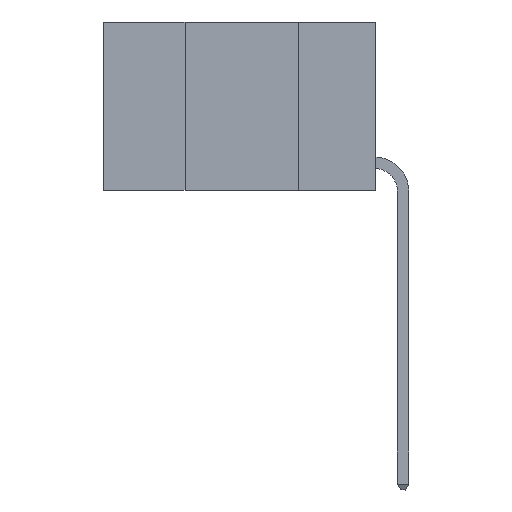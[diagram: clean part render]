
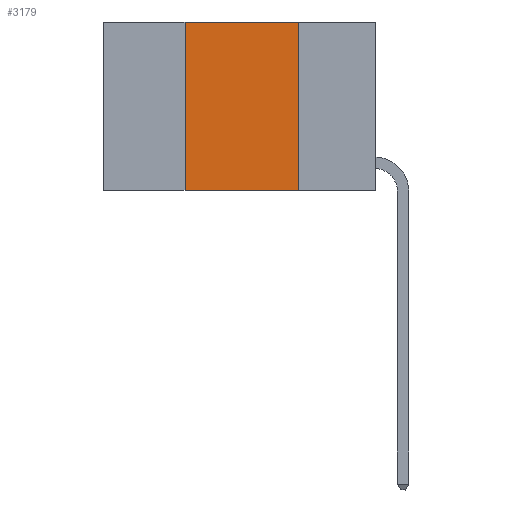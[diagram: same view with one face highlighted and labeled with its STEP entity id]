
A CAD part, left-side view. The second image highlights one B-rep face of the part: STEP entity #3179.
In plain terms, the highlighted planar face has unit normal (-1, 0, 0).
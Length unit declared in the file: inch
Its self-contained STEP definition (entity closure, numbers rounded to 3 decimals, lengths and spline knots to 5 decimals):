
#1021 = CARTESIAN_POINT ( 'NONE',  ( 0., 0.42, -0.37 ) ) ;
#2354 = VERTEX_POINT ( 'NONE', #1021 ) ;
#2667 = EDGE_LOOP ( 'NONE', ( #12988, #8600, #14250, #12867 ) ) ;
#2769 = CARTESIAN_POINT ( 'NONE',  ( 0., 0.6, -0.37 ) ) ;
#2844 = FACE_OUTER_BOUND ( 'NONE', #2667, .T. ) ;
#3179 = ADVANCED_FACE ( 'NONE', ( #2844 ), #8545, .F. ) ;
#3215 = EDGE_CURVE ( 'NONE', #5646, #11998, #6672, .T. ) ;
#3413 = CARTESIAN_POINT ( 'NONE',  ( 0., 0.17, -0.37 ) ) ;
#3796 = CARTESIAN_POINT ( 'NONE',  ( 0., 0.42, 0. ) ) ;
#5013 = EDGE_CURVE ( 'NONE', #2354, #5646, #9200, .T. ) ;
#5215 = AXIS2_PLACEMENT_3D ( 'NONE', #12922, #6150, #7329 ) ;
#5646 = VERTEX_POINT ( 'NONE', #8439 ) ;
#6150 = DIRECTION ( 'NONE',  ( 1., 0., 0. ) ) ;
#6255 = VECTOR ( 'NONE', #13184, 39.37008 ) ;
#6672 = LINE ( 'NONE', #10994, #13915 ) ;
#6758 = EDGE_CURVE ( 'NONE', #11998, #10663, #10742, .T. ) ;
#6821 = CARTESIAN_POINT ( 'NONE',  ( 0., 0.17, 0. ) ) ;
#7329 = DIRECTION ( 'NONE',  ( 0., 0., -1. ) ) ;
#8439 = CARTESIAN_POINT ( 'NONE',  ( 0., 0.42, 0. ) ) ;
#8545 = PLANE ( 'NONE',  #5215 ) ;
#8567 = VECTOR ( 'NONE', #12700, 39.37008 ) ;
#8600 = ORIENTED_EDGE ( 'NONE', *, *, #3215, .F. ) ;
#9164 = EDGE_CURVE ( 'NONE', #2354, #10663, #12909, .T. ) ;
#9200 = LINE ( 'NONE', #3796, #8567 ) ;
#10593 = CARTESIAN_POINT ( 'NONE',  ( 0., 0.17, 0. ) ) ;
#10663 = VERTEX_POINT ( 'NONE', #3413 ) ;
#10742 = LINE ( 'NONE', #10593, #6255 ) ;
#10994 = CARTESIAN_POINT ( 'NONE',  ( 0., 0.6, 0. ) ) ;
#11144 = DIRECTION ( 'NONE',  ( 0., -1., 0. ) ) ;
#11514 = VECTOR ( 'NONE', #13055, 39.37008 ) ;
#11998 = VERTEX_POINT ( 'NONE', #6821 ) ;
#12700 = DIRECTION ( 'NONE',  ( 0., 0., 1. ) ) ;
#12867 = ORIENTED_EDGE ( 'NONE', *, *, #9164, .T. ) ;
#12909 = LINE ( 'NONE', #2769, #11514 ) ;
#12922 = CARTESIAN_POINT ( 'NONE',  ( 0., 0.6, 0. ) ) ;
#12988 = ORIENTED_EDGE ( 'NONE', *, *, #6758, .F. ) ;
#13055 = DIRECTION ( 'NONE',  ( 0., -1., 0. ) ) ;
#13184 = DIRECTION ( 'NONE',  ( 0., 0., -1. ) ) ;
#13915 = VECTOR ( 'NONE', #11144, 39.37008 ) ;
#14250 = ORIENTED_EDGE ( 'NONE', *, *, #5013, .F. ) ;
